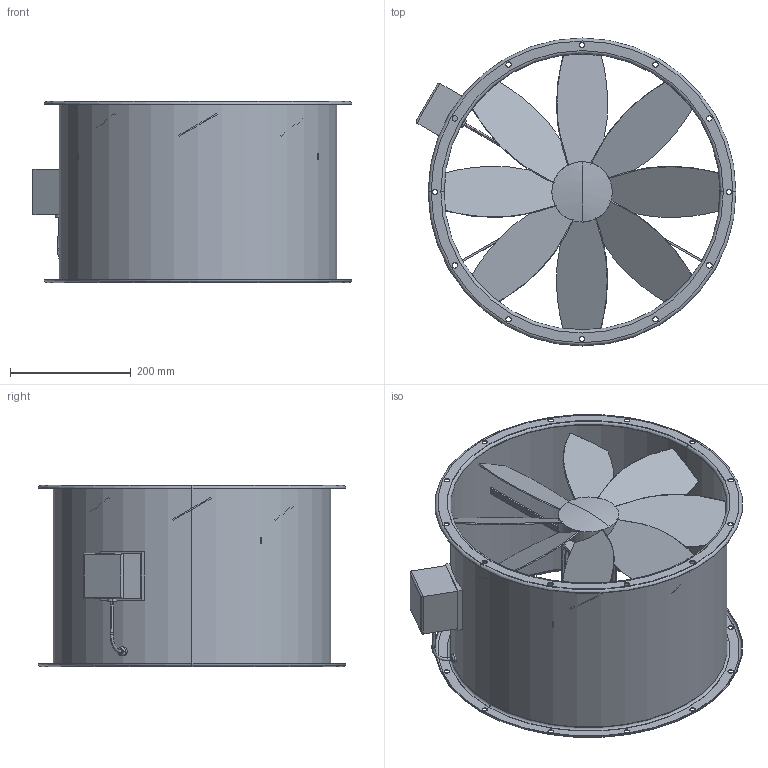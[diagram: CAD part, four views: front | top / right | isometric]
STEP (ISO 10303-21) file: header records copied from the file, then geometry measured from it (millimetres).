
FILE_DESCRIPTION (( 'STEP AP214' ), '1' );
FILE_NAME ('DZR 45-6B E Ex e.step', '2009-06-29T15:02:05', ( 'Wolfgang Schmidt' ), ( 'WS-KO' ), 'SwSTEP 2.0', 'SolidWorks 2008', '' );
FILE_SCHEMA (( 'AUTOMOTIVE_DESIGN' ));
Length unit declared in the file: millimetre
Products named in the file (1): DZR 45-6B E Ex e
Bounding box: 530.1 x 510 x 300 mm (x, y, z)
Volume: 2012882.3 mm3; surface area: 1428206.2 mm2
Topology: 6 solids, 6 shells, 324 faces, 821 edges, 539 vertices
Faces by surface type: cylinder 122, plane 103, torus 78, bspline 16, sphere 5
Entity records: 11824 total; most frequent: CARTESIAN_POINT 3937, ORIENTED_EDGE 1634, DIRECTION 1496, EDGE_CURVE 817, AXIS2_PLACEMENT_3D 626, VERTEX_POINT 537, EDGE_LOOP 408, ADVANCED_FACE 324
